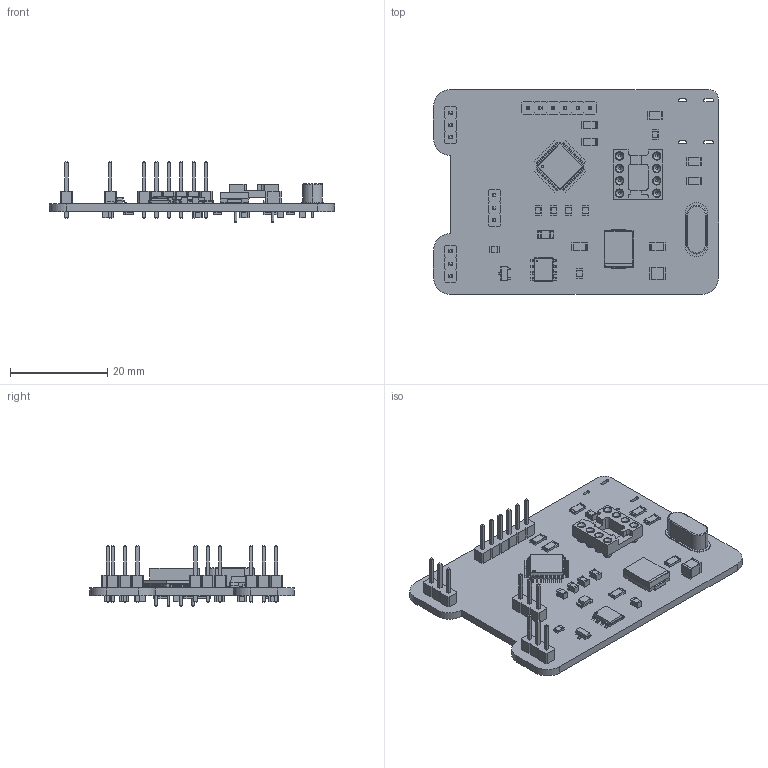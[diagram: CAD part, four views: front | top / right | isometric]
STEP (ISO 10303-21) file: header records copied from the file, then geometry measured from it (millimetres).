
FILE_DESCRIPTION(('KiCad electronic assembly'),'2;1');
FILE_NAME('TPS_Calibration_Board.step','2025-05-30T12:42:01',('Pcbnew'), ('Kicad'),'Open CASCADE STEP processor 7.6','KiCad to STEP converter', 'Unknown');
FILE_SCHEMA(('AUTOMOTIVE_DESIGN { 1 0 10303 214 1 1 1 1 }'));
Length unit declared in the file: millimetre
Products named in the file (28): TPS_Calibration_Board 1; C_0805_2012Metric; Fuse_0805_2012Metric; PinHeader_1x06_P2.54mm_Vertical; PinHeader_1x06_P254mm_Vertical; R_1206_3216Metric; D_SMC; HTSOP-8-1EP_3.9x4.9mm_Pitch1.27mm; HTSOP_8_1EP_39x49mm_Pitch127mm; L_1210_3225Metric; LED_1206_3216Metric; PinHeader_1x03_P2.54mm_Vertical; PinHeader_1x03_P254mm_Vertical; DIP-8_W7.62mm_Socket; DIP_8_W762mm_Socket; Crystal_HC49-4H_Vertical; LQFP-32_7x7mm_P0.8mm; LQFP_32_7x7mm_P08mm; SOT-23; SOT_23; TPS_Calibration_Board_PCB
Assembly tree (55 placements, depth 3):
  TPS_Calibration_Board 1
    C_0805_2012Metric  x16
      C_0805_2012Metric
    Fuse_0805_2012Metric
      Fuse_0805_2012Metric
    PinHeader_1x06_P2.54mm_Vertical
      PinHeader_1x06_P254mm_Vertical
    R_1206_3216Metric  x12
      R_1206_3216Metric
    D_SMC
      D_SMC
    HTSOP-8-1EP_3.9x4.9mm_Pitch1.27mm
      HTSOP_8_1EP_39x49mm_Pitch127mm
    L_1210_3225Metric
      L_1210_3225Metric
    LED_1206_3216Metric
      LED_1206_3216Metric
    PinHeader_1x03_P2.54mm_Vertical  x3
      PinHeader_1x03_P254mm_Vertical
    DIP-8_W7.62mm_Socket
      DIP_8_W762mm_Socket
    Crystal_HC49-4H_Vertical
      Crystal_HC49-4H_Vertical
    LQFP-32_7x7mm_P0.8mm
      LQFP_32_7x7mm_P08mm
    SOT-23
      SOT_23
    TPS_Calibration_Board_PCB
Bounding box: 58.5 x 42 x 12.32 mm (x, y, z)
Volume: 4736.7 mm3; surface area: 7487 mm2
Topology: 42 solids, 42 shells, 2241 faces, 5681 edges, 3635 vertices
Faces by surface type: plane 1501, cylinder 587, bspline 125, cone 24, torus 4
Full cylindrical faces by diameter (mm): 0.2 x1, 0.3 x8, 0.5 x3, 0.508 x16, 0.8 x10, 1 x9, 1.524 x8, 1.724 x8
Entity records: 50834 total; most frequent: CARTESIAN_POINT 7644, ORIENTED_EDGE 6986, DIRECTION 6683, EDGE_CURVE 3493, LINE 2695, VECTOR 2695, VERTEX_POINT 2207, AXIS2_PLACEMENT_3D 1994
